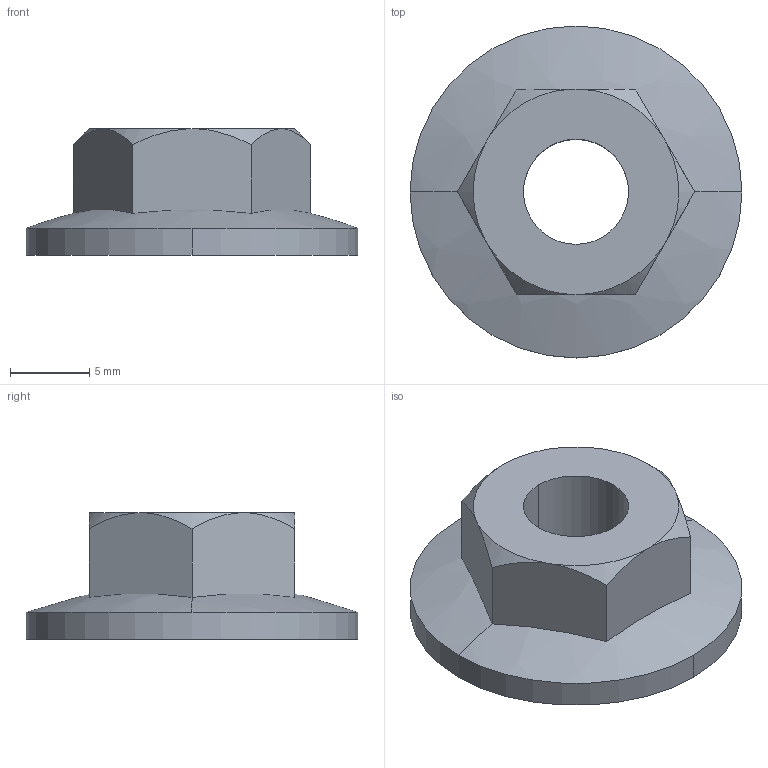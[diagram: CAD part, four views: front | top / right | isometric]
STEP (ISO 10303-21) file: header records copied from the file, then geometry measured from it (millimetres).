
FILE_DESCRIPTION (( 'STEP AP203' ), '1' );
FILE_NAME ('412345081_c_1.STEP', '2023-01-08T04:35:18', ( '' ), ( '' ), 'SwSTEP 2.0', 'SolidWorks 2014', '' );
FILE_SCHEMA (( 'CONFIG_CONTROL_DESIGN' ));
Length unit declared in the file: millimetre
Products named in the file (1): 412345081_c_1
Bounding box: 21 x 21 x 8 mm (x, y, z)
Volume: 1341.4 mm3; surface area: 1136.1 mm2
Topology: 1 solids, 1 shells, 20 faces, 52 edges, 34 vertices
Faces by surface type: plane 8, cone 6, cylinder 4, sphere 2
Entity records: 765 total; most frequent: CARTESIAN_POINT 191, DIRECTION 106, ORIENTED_EDGE 104, EDGE_CURVE 52, AXIS2_PLACEMENT_3D 45, VERTEX_POINT 34, CIRCLE 24, EDGE_LOOP 22
